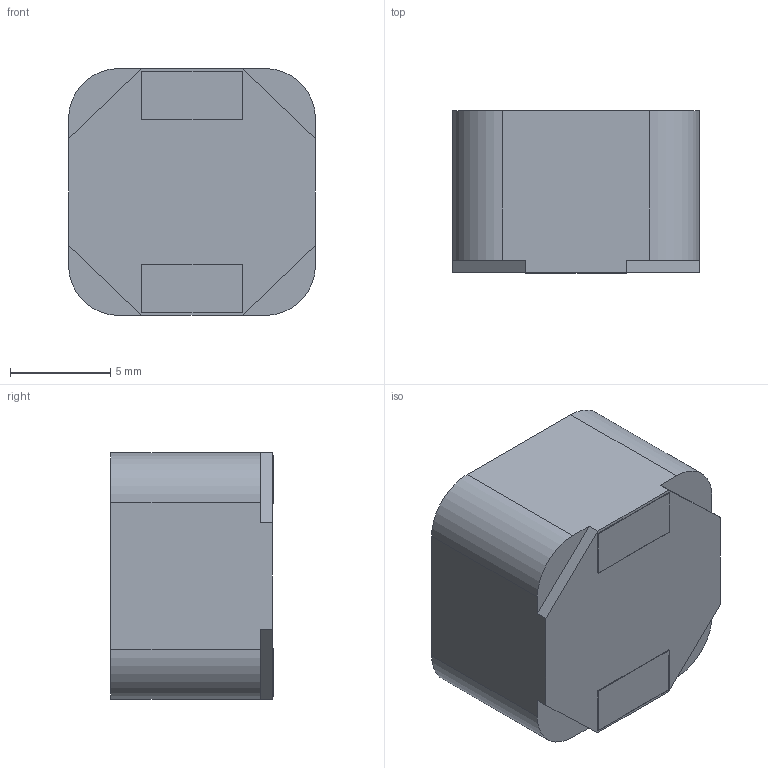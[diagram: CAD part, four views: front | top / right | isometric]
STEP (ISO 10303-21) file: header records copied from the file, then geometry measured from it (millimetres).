
FILE_DESCRIPTION (( 'STEP AP214' ), '1' );
FILE_NAME ('Coilcraft-MSS1278H.STEP', '2022-03-11T08:47:11', ( '' ), ( '' ), 'SwSTEP 2.0', 'SolidWorks 2021', '' );
FILE_SCHEMA (( 'AUTOMOTIVE_DESIGN' ));
Length unit declared in the file: millimetre
Products named in the file (1): Coilcraft-MSS1278H
Bounding box: 12.3 x 8.09 x 12.3 mm (x, y, z)
Volume: 1161.8 mm3; surface area: 715.9 mm2
Topology: 1 solids, 1 shells, 270 faces, 756 edges, 504 vertices
Faces by surface type: bspline 199, plane 61, cylinder 10
Entity records: 13341 total; most frequent: CARTESIAN_POINT 4884, ORIENTED_EDGE 1512, EDGE_CURVE 756, DIRECTION 522, VERTEX_POINT 504, B_SPLINE_CURVE_WITH_KNOTS 398, LINE 338, VECTOR 338
